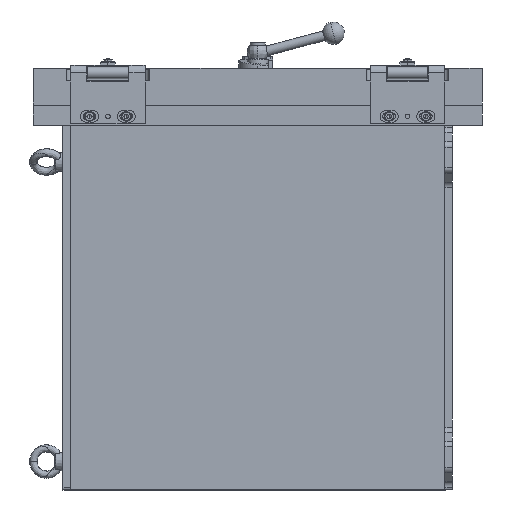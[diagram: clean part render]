
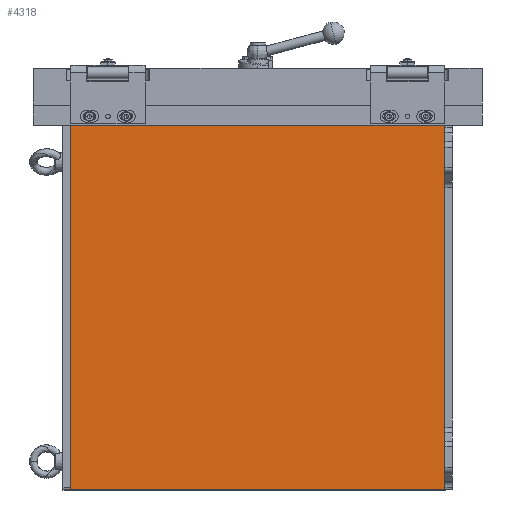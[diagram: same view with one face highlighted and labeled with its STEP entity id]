
A CAD part, left-side view. The second image highlights one B-rep face of the part: STEP entity #4318.
In plain terms, the highlighted planar face has unit normal (-1, 0, 0).
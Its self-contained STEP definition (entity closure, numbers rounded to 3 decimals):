
#1779 = VERTEX_POINT ( 'NONE', #134822 ) ;
#4318 = ADVANCED_FACE ( 'NONE', ( #49113 ), #135171, .T. ) ;
#8538 = DIRECTION ( 'NONE',  ( 0., -1., 0. ) ) ;
#32914 = DIRECTION ( 'NONE',  ( 0., -1., 0. ) ) ;
#34258 = LINE ( 'NONE', #127518, #71671 ) ;
#35424 = ORIENTED_EDGE ( 'NONE', *, *, #161607, .T. ) ;
#44474 = VECTOR ( 'NONE', #126070, 1000. ) ;
#49113 = FACE_OUTER_BOUND ( 'NONE', #179605, .T. ) ;
#61458 = CARTESIAN_POINT ( 'NONE',  ( -260., 510., -243.5 ) ) ;
#69861 = ORIENTED_EDGE ( 'NONE', *, *, #115808, .T. ) ;
#71577 = VERTEX_POINT ( 'NONE', #133510 ) ;
#71671 = VECTOR ( 'NONE', #32914, 1000. ) ;
#72495 = VECTOR ( 'NONE', #92981, 1000. ) ;
#85864 = VERTEX_POINT ( 'NONE', #188500 ) ;
#92981 = DIRECTION ( 'NONE',  ( 0., 0., 1. ) ) ;
#101675 = EDGE_CURVE ( 'NONE', #71577, #85864, #203947, .T. ) ;
#103711 = DIRECTION ( 'NONE',  ( -1., 0., 0. ) ) ;
#104442 = CARTESIAN_POINT ( 'NONE',  ( -260., -40., 243.5 ) ) ;
#115808 = EDGE_CURVE ( 'NONE', #85864, #158299, #129116, .T. ) ;
#119093 = VECTOR ( 'NONE', #136533, 1000. ) ;
#125607 = CARTESIAN_POINT ( 'NONE',  ( -260., 10., -243.5 ) ) ;
#126070 = DIRECTION ( 'NONE',  ( 0., 0., -1. ) ) ;
#127518 = CARTESIAN_POINT ( 'NONE',  ( -260., 520., -243.5 ) ) ;
#129116 = LINE ( 'NONE', #61458, #44474 ) ;
#133510 = CARTESIAN_POINT ( 'NONE',  ( -260., 10., 243.5 ) ) ;
#134822 = CARTESIAN_POINT ( 'NONE',  ( -260., 10., -243.5 ) ) ;
#135171 = PLANE ( 'NONE',  #165788 ) ;
#136533 = DIRECTION ( 'NONE',  ( 0., 1., 0. ) ) ;
#141495 = CARTESIAN_POINT ( 'NONE',  ( -260., 510., -243.5 ) ) ;
#152918 = ORIENTED_EDGE ( 'NONE', *, *, #101675, .T. ) ;
#157017 = ORIENTED_EDGE ( 'NONE', *, *, #157451, .T. ) ;
#157075 = LINE ( 'NONE', #125607, #72495 ) ;
#157451 = EDGE_CURVE ( 'NONE', #158299, #1779, #34258, .T. ) ;
#158299 = VERTEX_POINT ( 'NONE', #141495 ) ;
#161607 = EDGE_CURVE ( 'NONE', #1779, #71577, #157075, .T. ) ;
#165788 = AXIS2_PLACEMENT_3D ( 'NONE', #199297, #103711, #8538 ) ;
#179605 = EDGE_LOOP ( 'NONE', ( #152918, #69861, #157017, #35424 ) ) ;
#188500 = CARTESIAN_POINT ( 'NONE',  ( -260., 510., 243.5 ) ) ;
#199297 = CARTESIAN_POINT ( 'NONE',  ( -260., 10., -243.5 ) ) ;
#203947 = LINE ( 'NONE', #104442, #119093 ) ;
